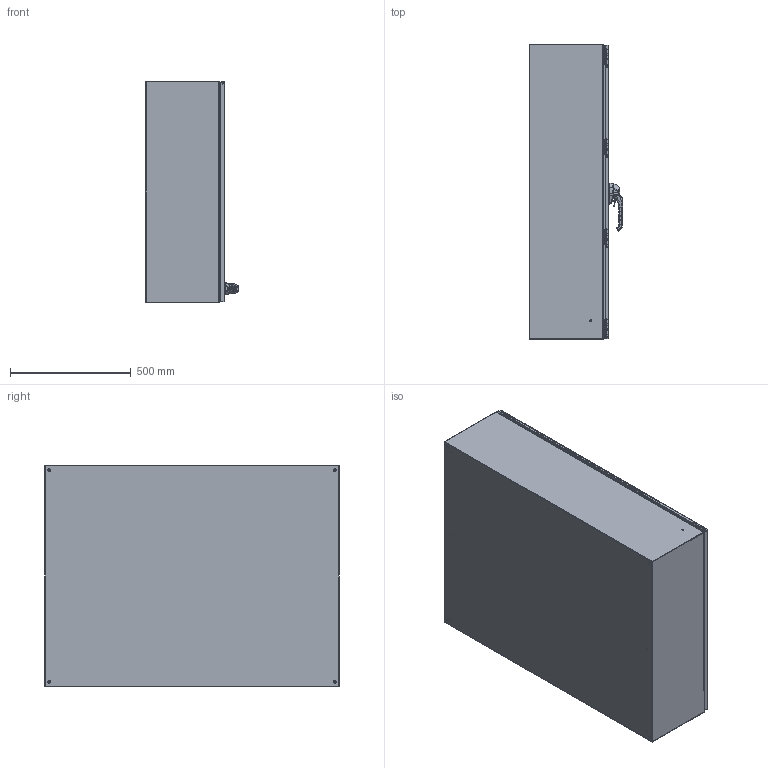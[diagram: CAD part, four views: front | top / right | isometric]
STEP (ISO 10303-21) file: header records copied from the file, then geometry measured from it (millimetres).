
FILE_DESCRIPTION((''),'2;1');
FILE_NAME('N412483612SS3PTC.iam.stp','2011-09-12T14:29:37',(''),(''),'Autodesk Inventor 2011','Autodesk Inventor 2011','');
FILE_SCHEMA(('AUTOMOTIVE_DESIGN { 1 0 10303 214 1 1 1 1 }'));
Length unit declared in the file: inch
Products named in the file (46): N412483612SS3PTC; N412483612SS3PTCBTB; N4124812SS3PTCLS; N4124812SS3PTCRS; 388151; 38846; HFW328176; 17376 PIN; 17380 SCREW; 17723 BOX LEAF; 17723-UTI BRACKET; 17910 SEALING WASHER; HFW328175; HFW3161; N4124836SS3PTCLID; HFW32451; 1091-73; 1091-B11_ASM; 1091-74-03; 1091-74-01; 1091-75; DIN3771_16X2_5; 2100-11; 1091-76; D125B_10_5; DIN985_M10; 1000-277-01; 1000-02; 1225-05; SPACER; 35196(1001-U11_ASSM); 1001-U11_AF0; DIN917_M6; 1001-u11-STUD; HFW37045; HFW37045-1049-03; HFW37045-1049-08; HFW37045-1049-09; 35196; 1000-B18_ASM ...
Assembly tree (71 placements, depth 4):
  N412483612SS3PTC
    N412483612SS3PTCBTB
    N4124812SS3PTCLS
    N4124812SS3PTCRS
    388151  x8
    38846  x2
    HFW328176  x4
      17376 PIN
      17380 SCREW
      17723 BOX LEAF
      17723-UTI BRACKET
      17910 SEALING WASHER
    HFW328175  x4
    HFW3161  x4
    N4124836SS3PTCLID
    HFW32451
      1091-73
      1091-B11_ASM
        1091-74-03
        1091-74-01
      1091-75
      DIN3771_16X2_5
      2100-11
      1091-76
      D125B_10_5
      DIN985_M10
      1000-277-01  x2
      1000-02
      1225-05
      SPACER
    35196(1001-U11_ASSM)  x2
      1001-U11_AF0
      DIN917_M6
      1001-u11-STUD
    HFW37045  x2
      HFW37045-1049-03
      HFW37045-1049-08
      HFW37045-1049-09
    35196
      1000-B18_ASM
        1000-73
        1000-67  x2
      D6799_5  x2
      1000-u49_asm  x2
        1000-105
        D933_M5X8
Bounding box: 385.23 x 1219.2 x 914.4 mm (x, y, z)
Volume: 7243226.3 mm3; surface area: 7633589.3 mm2
Topology: 87 solids, 87 shells, 3970 faces, 9478 edges, 5653 vertices
Faces by surface type: cylinder 1469, plane 1320, bspline 425, cone 388, torus 263, sphere 105
Full cylindrical faces by diameter (mm): 2.362 x8, 2.5 x1, 2.7 x2, 3 x1, 3.1 x2, 3.15 x1, 3.175 x4, 3.317 x136, 3.5 x1, 3.861 x8, 3.962 x4, 4 x4, 4.064 x2, 4.166 x136, 4.2 x6, 4.25 x8, 4.3 x2, 4.366 x8, 4.572 x8, 4.762 x8, 5 x6, 5.4 x3, 6 x8, 6.03 x2, 6.2 x2, 6.3 x2, 6.35 x18, 6.502 x8, 6.733 x2, 6.985 x8
Entity records: 93930 total; most frequent: CARTESIAN_POINT 43937, DIRECTION 10298, ORIENTED_EDGE 9654, EDGE_CURVE 4827, AXIS2_PLACEMENT_3D 4038, VERTEX_POINT 2987, EDGE_LOOP 2572, VECTOR 2222
